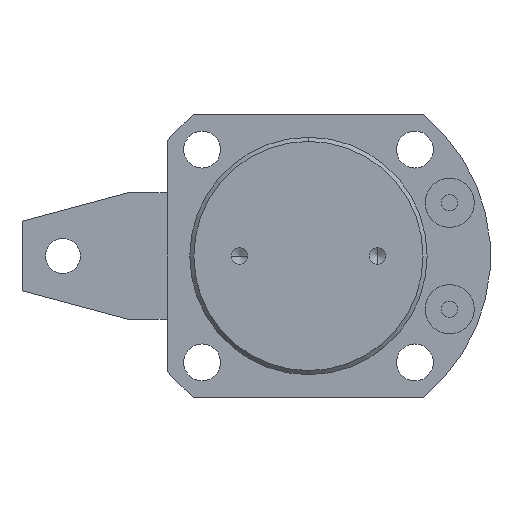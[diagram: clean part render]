
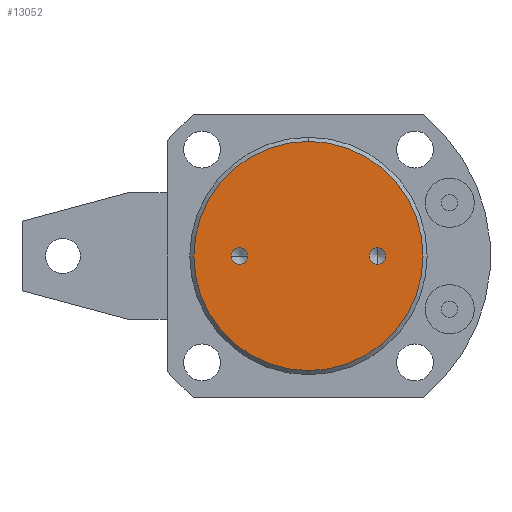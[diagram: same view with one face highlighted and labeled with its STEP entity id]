
A CAD part, front view. The second image highlights one B-rep face of the part: STEP entity #13052.
In plain terms, the highlighted planar face has unit normal (0, -1, 0).
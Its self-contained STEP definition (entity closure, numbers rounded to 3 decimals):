
#333 = DIRECTION ( 'NONE',  ( 0., 0., 1. ) ) ;
#554 = EDGE_CURVE ( 'NONE', #3080, #8204, #14773, .T. ) ;
#749 = AXIS2_PLACEMENT_3D ( 'NONE', #1617, #12188, #333 ) ;
#1098 = DIRECTION ( 'NONE',  ( 0., 0., 1. ) ) ;
#1555 = CARTESIAN_POINT ( 'NONE',  ( -16.85, -65., 0. ) ) ;
#1586 = EDGE_CURVE ( 'NONE', #8204, #3080, #7539, .T. ) ;
#1617 = CARTESIAN_POINT ( 'NONE',  ( 0., -65., 0. ) ) ;
#1752 = CARTESIAN_POINT ( 'NONE',  ( 0., -65., 28. ) ) ;
#2230 = AXIS2_PLACEMENT_3D ( 'NONE', #5181, #10979, #10921 ) ;
#2330 = CARTESIAN_POINT ( 'NONE',  ( -14.85, -65., 0. ) ) ;
#2441 = CARTESIAN_POINT ( 'NONE',  ( 16.85, -65., 2. ) ) ;
#2750 = CIRCLE ( 'NONE', #2230, 28. ) ;
#3011 = DIRECTION ( 'NONE',  ( 0., -1., 0. ) ) ;
#3080 = VERTEX_POINT ( 'NONE', #2330 ) ;
#3163 = DIRECTION ( 'NONE',  ( 1., 0., 0. ) ) ;
#3358 = EDGE_CURVE ( 'NONE', #12889, #7715, #12284, .T. ) ;
#3388 = AXIS2_PLACEMENT_3D ( 'NONE', #14339, #4891, #10734 ) ;
#3748 = CARTESIAN_POINT ( 'NONE',  ( 0., -65., -28. ) ) ;
#3894 = EDGE_CURVE ( 'NONE', #8859, #4305, #2750, .T. ) ;
#4185 = DIRECTION ( 'NONE',  ( 0., 1., 0. ) ) ;
#4305 = VERTEX_POINT ( 'NONE', #1752 ) ;
#4505 = EDGE_LOOP ( 'NONE', ( #7044, #5056 ) ) ;
#4556 = CARTESIAN_POINT ( 'NONE',  ( 16.85, -65., -2. ) ) ;
#4866 = EDGE_LOOP ( 'NONE', ( #9974, #6725 ) ) ;
#4891 = DIRECTION ( 'NONE',  ( 0., -1., 0. ) ) ;
#5056 = ORIENTED_EDGE ( 'NONE', *, *, #3894, .T. ) ;
#5181 = CARTESIAN_POINT ( 'NONE',  ( 0., -65., 0. ) ) ;
#5755 = DIRECTION ( 'NONE',  ( 0., -1., 0. ) ) ;
#6415 = ORIENTED_EDGE ( 'NONE', *, *, #3358, .F. ) ;
#6725 = ORIENTED_EDGE ( 'NONE', *, *, #1586, .F. ) ;
#6733 = ORIENTED_EDGE ( 'NONE', *, *, #8537, .F. ) ;
#7044 = ORIENTED_EDGE ( 'NONE', *, *, #14424, .T. ) ;
#7055 = CARTESIAN_POINT ( 'NONE',  ( 16.85, -65., 0. ) ) ;
#7539 = CIRCLE ( 'NONE', #14277, 2. ) ;
#7606 = FACE_BOUND ( 'NONE', #12587, .T. ) ;
#7617 = AXIS2_PLACEMENT_3D ( 'NONE', #1555, #10870, #12169 ) ;
#7692 = CARTESIAN_POINT ( 'NONE',  ( -16.85, -65., 0. ) ) ;
#7715 = VERTEX_POINT ( 'NONE', #2441 ) ;
#8204 = VERTEX_POINT ( 'NONE', #10273 ) ;
#8537 = EDGE_CURVE ( 'NONE', #7715, #12889, #14127, .T. ) ;
#8626 = DIRECTION ( 'NONE',  ( 0., 0., 1. ) ) ;
#8859 = VERTEX_POINT ( 'NONE', #3748 ) ;
#9672 = PLANE ( 'NONE',  #11460 ) ;
#9974 = ORIENTED_EDGE ( 'NONE', *, *, #554, .F. ) ;
#10273 = CARTESIAN_POINT ( 'NONE',  ( -18.85, -65., 0. ) ) ;
#10734 = DIRECTION ( 'NONE',  ( 0., 0., 1. ) ) ;
#10870 = DIRECTION ( 'NONE',  ( 0., -1., 0. ) ) ;
#10921 = DIRECTION ( 'NONE',  ( 0., 0., 1. ) ) ;
#10979 = DIRECTION ( 'NONE',  ( 0., -1., 0. ) ) ;
#10991 = AXIS2_PLACEMENT_3D ( 'NONE', #7055, #5755, #1098 ) ;
#11289 = CARTESIAN_POINT ( 'NONE',  ( -28.336, -65., -28.336 ) ) ;
#11460 = AXIS2_PLACEMENT_3D ( 'NONE', #11289, #4185, #8626 ) ;
#11842 = CIRCLE ( 'NONE', #749, 28. ) ;
#12169 = DIRECTION ( 'NONE',  ( 1., 0., 0. ) ) ;
#12188 = DIRECTION ( 'NONE',  ( 0., -1., 0. ) ) ;
#12284 = CIRCLE ( 'NONE', #10991, 2. ) ;
#12587 = EDGE_LOOP ( 'NONE', ( #6733, #6415 ) ) ;
#12889 = VERTEX_POINT ( 'NONE', #4556 ) ;
#13052 = ADVANCED_FACE ( 'NONE', ( #13742, #7606, #13374 ), #9672, .F. ) ;
#13374 = FACE_OUTER_BOUND ( 'NONE', #4505, .T. ) ;
#13742 = FACE_BOUND ( 'NONE', #4866, .T. ) ;
#14127 = CIRCLE ( 'NONE', #3388, 2. ) ;
#14277 = AXIS2_PLACEMENT_3D ( 'NONE', #7692, #3011, #3163 ) ;
#14339 = CARTESIAN_POINT ( 'NONE',  ( 16.85, -65., 0. ) ) ;
#14424 = EDGE_CURVE ( 'NONE', #4305, #8859, #11842, .T. ) ;
#14773 = CIRCLE ( 'NONE', #7617, 2. ) ;
